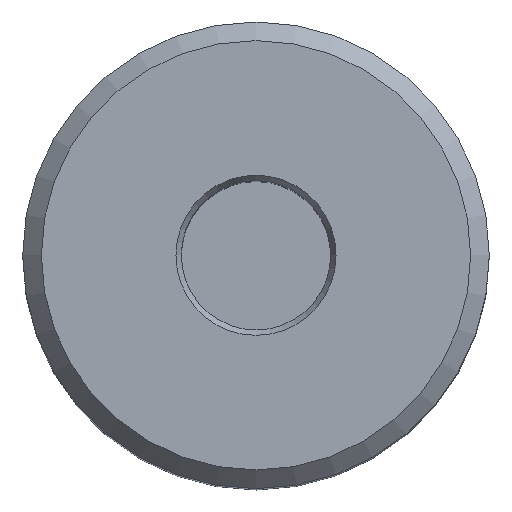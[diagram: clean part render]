
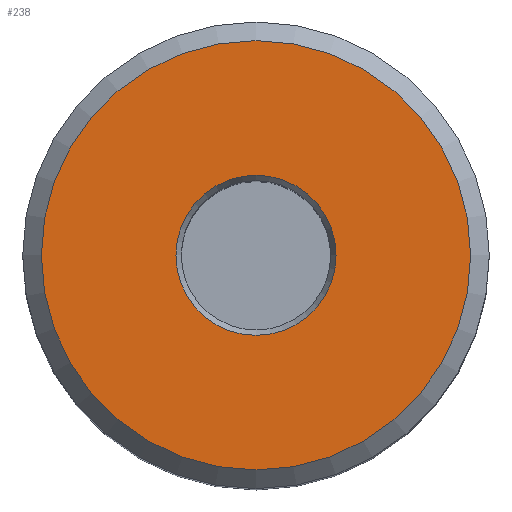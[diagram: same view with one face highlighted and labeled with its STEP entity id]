
A CAD part, top view. The second image highlights one B-rep face of the part: STEP entity #238.
In plain terms, the highlighted planar face has unit normal (0, 0, 1).
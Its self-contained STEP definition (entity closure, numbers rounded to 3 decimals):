
#65=PLANE('',#798);
#238=ADVANCED_FACE('',(#267,#268),#65,.T.);
#267=FACE_BOUND('',#328,.T.);
#268=FACE_BOUND('',#329,.T.);
#328=EDGE_LOOP('',(#524));
#329=EDGE_LOOP('',(#525));
#524=ORIENTED_EDGE('',*,*,#694,.T.);
#525=ORIENTED_EDGE('',*,*,#695,.T.);
#596=VERTEX_POINT('',#1778);
#597=VERTEX_POINT('',#1781);
#694=EDGE_CURVE('',#596,#596,#727,.T.);
#695=EDGE_CURVE('',#597,#597,#728,.T.);
#727=CIRCLE('',#795,4.289);
#728=CIRCLE('',#797,11.5);
#795=AXIS2_PLACEMENT_3D('',#1777,#953,#954);
#797=AXIS2_PLACEMENT_3D('',#1780,#957,#958);
#798=AXIS2_PLACEMENT_3D('',#1782,#959,#960);
#953=DIRECTION('',(0.,0.,-1.));
#954=DIRECTION('',(1.,0.,0.));
#957=DIRECTION('',(0.,0.,1.));
#958=DIRECTION('',(1.,0.,0.));
#959=DIRECTION('',(0.,0.,1.));
#960=DIRECTION('',(-1.,0.,0.));
#1777=CARTESIAN_POINT('',(0.,0.,42.));
#1778=CARTESIAN_POINT('',(4.289,0.,42.));
#1780=CARTESIAN_POINT('',(0.,0.,42.));
#1781=CARTESIAN_POINT('',(11.5,0.,42.));
#1782=CARTESIAN_POINT('',(0.,12.5,42.));
